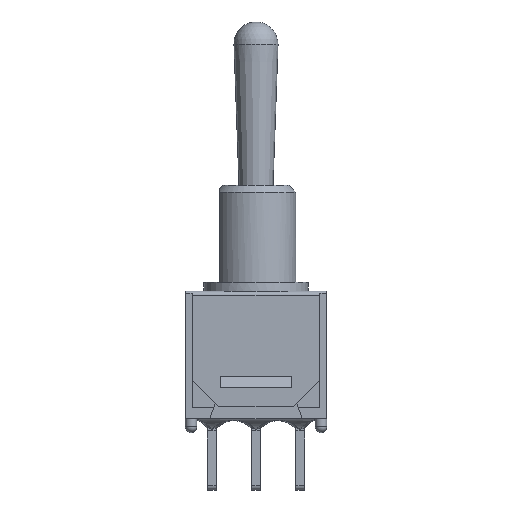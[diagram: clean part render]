
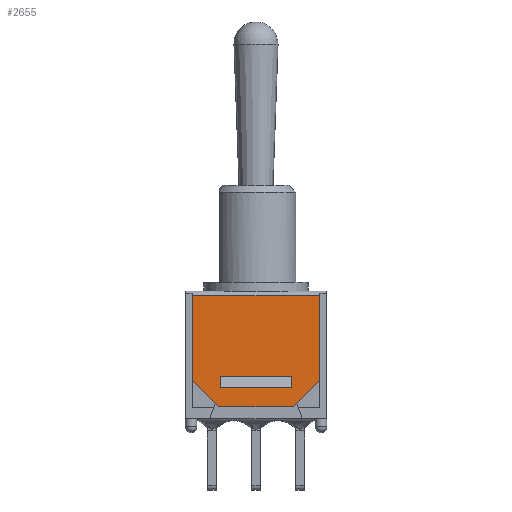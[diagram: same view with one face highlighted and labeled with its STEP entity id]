
A CAD part, top view. The second image highlights one B-rep face of the part: STEP entity #2655.
In plain terms, the highlighted planar face has unit normal (0, 0, 1).
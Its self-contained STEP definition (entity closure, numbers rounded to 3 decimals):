
#177=PLANE('',#2853);
#375=LINE('',#6137,#629);
#377=LINE('',#6142,#631);
#378=LINE('',#6145,#632);
#381=LINE('',#6150,#635);
#382=LINE('',#6153,#636);
#387=LINE('',#6165,#641);
#389=LINE('',#6169,#643);
#391=LINE('',#6173,#645);
#392=LINE('',#6175,#646);
#422=LINE('',#6250,#676);
#629=VECTOR('',#3306,1000.);
#631=VECTOR('',#3312,1000.);
#632=VECTOR('',#3315,1000.);
#635=VECTOR('',#3320,1000.);
#636=VECTOR('',#3323,1000.);
#641=VECTOR('',#3332,1000.);
#643=VECTOR('',#3336,1000.);
#645=VECTOR('',#3340,1000.);
#646=VECTOR('',#3343,1000.);
#676=VECTOR('',#3423,1000.);
#707=FACE_BOUND('',#956,.T.);
#817=FACE_OUTER_BOUND('',#955,.T.);
#955=EDGE_LOOP('',(#2244,#2245,#2246,#2247,#2248,#2249));
#956=EDGE_LOOP('',(#2250,#2251,#2252,#2253));
#1239=VERTEX_POINT('',#6134);
#1240=VERTEX_POINT('',#6136);
#1241=VERTEX_POINT('',#6140);
#1242=VERTEX_POINT('',#6144);
#1243=VERTEX_POINT('',#6148);
#1244=VERTEX_POINT('',#6152);
#1246=VERTEX_POINT('',#6158);
#1249=VERTEX_POINT('',#6163);
#1250=VERTEX_POINT('',#6167);
#1251=VERTEX_POINT('',#6171);
#1560=EDGE_CURVE('',#1240,#1239,#375,.T.);
#1563=EDGE_CURVE('',#1239,#1241,#377,.T.);
#1564=EDGE_CURVE('',#1241,#1242,#378,.T.);
#1567=EDGE_CURVE('',#1242,#1243,#381,.T.);
#1568=EDGE_CURVE('',#1243,#1244,#382,.T.);
#1574=EDGE_CURVE('',#1246,#1249,#387,.T.);
#1576=EDGE_CURVE('',#1249,#1250,#389,.T.);
#1578=EDGE_CURVE('',#1250,#1251,#391,.T.);
#1579=EDGE_CURVE('',#1251,#1246,#392,.T.);
#1619=EDGE_CURVE('',#1240,#1244,#422,.T.);
#2244=ORIENTED_EDGE('',*,*,#1567,.T.);
#2245=ORIENTED_EDGE('',*,*,#1568,.T.);
#2246=ORIENTED_EDGE('',*,*,#1619,.F.);
#2247=ORIENTED_EDGE('',*,*,#1560,.T.);
#2248=ORIENTED_EDGE('',*,*,#1563,.T.);
#2249=ORIENTED_EDGE('',*,*,#1564,.T.);
#2250=ORIENTED_EDGE('',*,*,#1578,.T.);
#2251=ORIENTED_EDGE('',*,*,#1579,.T.);
#2252=ORIENTED_EDGE('',*,*,#1574,.T.);
#2253=ORIENTED_EDGE('',*,*,#1576,.T.);
#2655=ADVANCED_FACE('',(#817,#707),#177,.T.);
#2853=AXIS2_PLACEMENT_3D('',#6249,#3421,#3422);
#3306=DIRECTION('',(0.,-1.,0.));
#3312=DIRECTION('',(0.707,-0.707,0.));
#3315=DIRECTION('',(1.,0.,0.));
#3320=DIRECTION('',(0.707,0.707,0.));
#3323=DIRECTION('',(0.,1.,0.));
#3332=DIRECTION('',(-1.,0.,0.));
#3336=DIRECTION('',(0.,1.,0.));
#3340=DIRECTION('',(1.,0.,0.));
#3343=DIRECTION('',(0.,-1.,0.));
#3421=DIRECTION('center_axis',(0.,0.,
1.));
#3422=DIRECTION('ref_axis',(0.,-1.,0.));
#3423=DIRECTION('',(1.,0.,0.));
#6134=CARTESIAN_POINT('',(-3.65,3.,2.54));
#6136=CARTESIAN_POINT('',(-3.65,7.88,2.54));
#6137=CARTESIAN_POINT('',(-3.65,8.199,2.54));
#6140=CARTESIAN_POINT('',(-2.15,1.5,2.54));
#6142=CARTESIAN_POINT('',(-3.65,3.,2.54));
#6144=CARTESIAN_POINT('',(2.15,1.5,2.54));
#6145=CARTESIAN_POINT('',(-4.015,1.5,2.54));
#6148=CARTESIAN_POINT('',(3.65,3.,2.54));
#6150=CARTESIAN_POINT('',(2.15,1.5,2.54));
#6152=CARTESIAN_POINT('',(3.65,7.88,2.54));
#6153=CARTESIAN_POINT('',(3.65,8.199,2.54));
#6158=CARTESIAN_POINT('',(2.065,2.587,2.54));
#6163=CARTESIAN_POINT('',(-2.065,2.587,2.54));
#6165=CARTESIAN_POINT('',(-4.015,2.587,2.54));
#6167=CARTESIAN_POINT('',(-2.065,3.23,2.54));
#6169=CARTESIAN_POINT('',(-2.065,8.199,2.54));
#6171=CARTESIAN_POINT('',(2.065,3.23,2.54));
#6173=CARTESIAN_POINT('',(-4.015,3.23,2.54));
#6175=CARTESIAN_POINT('',(2.065,8.199,2.54));
#6249=CARTESIAN_POINT('Origin',(-4.015,8.199,2.54));
#6250=CARTESIAN_POINT('',(4.472,7.88,2.54));
